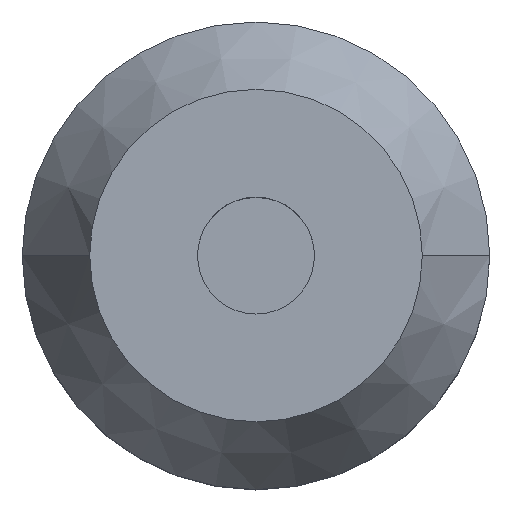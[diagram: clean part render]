
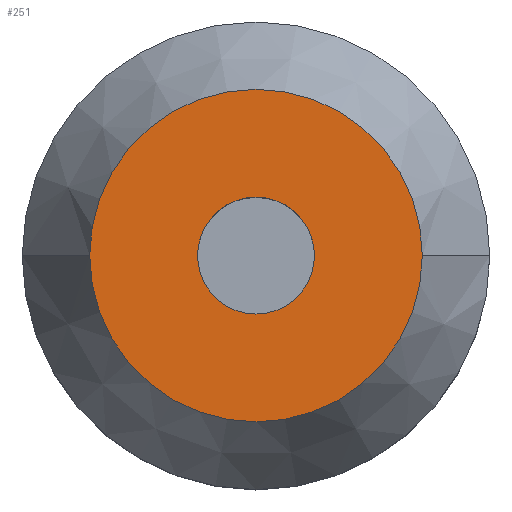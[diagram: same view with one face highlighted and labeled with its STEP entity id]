
A CAD part, top view. The second image highlights one B-rep face of the part: STEP entity #251.
In plain terms, the highlighted planar face has unit normal (0, 0, 1).
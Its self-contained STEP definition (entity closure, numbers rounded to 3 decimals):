
#45 = CIRCLE ( 'NONE', #490, 7.113 ) ;
#56 = ORIENTED_EDGE ( 'NONE', *, *, #78, .T. ) ;
#71 = DIRECTION ( 'NONE',  ( 0., 0., 1. ) ) ;
#75 = DIRECTION ( 'NONE',  ( 1., 0., 0. ) ) ;
#78 = EDGE_CURVE ( 'NONE', #216, #397, #125, .T. ) ;
#91 = CARTESIAN_POINT ( 'NONE',  ( 2.5, 0., 15. ) ) ;
#96 = EDGE_CURVE ( 'NONE', #385, #138, #292, .T. ) ;
#102 = ORIENTED_EDGE ( 'NONE', *, *, #129, .F. ) ;
#124 = PLANE ( 'NONE',  #311 ) ;
#125 = CIRCLE ( 'NONE', #470, 7.113 ) ;
#129 = EDGE_CURVE ( 'NONE', #138, #385, #480, .T. ) ;
#138 = VERTEX_POINT ( 'NONE', #468 ) ;
#144 = CARTESIAN_POINT ( 'NONE',  ( 0., 0., 15. ) ) ;
#163 = EDGE_CURVE ( 'NONE', #397, #216, #45, .T. ) ;
#164 = DIRECTION ( 'NONE',  ( 1., 0., 0. ) ) ;
#193 = AXIS2_PLACEMENT_3D ( 'NONE', #313, #350, #346 ) ;
#216 = VERTEX_POINT ( 'NONE', #488 ) ;
#230 = DIRECTION ( 'NONE',  ( 1., 0., 0. ) ) ;
#233 = EDGE_LOOP ( 'NONE', ( #416, #102 ) ) ;
#246 = DIRECTION ( 'NONE',  ( 1., 0., 0. ) ) ;
#251 = ADVANCED_FACE ( 'NONE', ( #321, #477 ), #124, .T. ) ;
#292 = CIRCLE ( 'NONE', #420, 2.5 ) ;
#311 = AXIS2_PLACEMENT_3D ( 'NONE', #91, #405, #164 ) ;
#313 = CARTESIAN_POINT ( 'NONE',  ( 0., 0., 15. ) ) ;
#317 = DIRECTION ( 'NONE',  ( 0., 0., 1. ) ) ;
#321 = FACE_OUTER_BOUND ( 'NONE', #418, .T. ) ;
#325 = CARTESIAN_POINT ( 'NONE',  ( 2.5, 0., 15. ) ) ;
#335 = ORIENTED_EDGE ( 'NONE', *, *, #163, .T. ) ;
#346 = DIRECTION ( 'NONE',  ( 1., 0., 0. ) ) ;
#350 = DIRECTION ( 'NONE',  ( 0., 0., 1. ) ) ;
#385 = VERTEX_POINT ( 'NONE', #325 ) ;
#397 = VERTEX_POINT ( 'NONE', #408 ) ;
#405 = DIRECTION ( 'NONE',  ( 0., 0., 1. ) ) ;
#408 = CARTESIAN_POINT ( 'NONE',  ( 7.113, 0., 15. ) ) ;
#409 = DIRECTION ( 'NONE',  ( 0., 0., 1. ) ) ;
#416 = ORIENTED_EDGE ( 'NONE', *, *, #96, .F. ) ;
#418 = EDGE_LOOP ( 'NONE', ( #56, #335 ) ) ;
#420 = AXIS2_PLACEMENT_3D ( 'NONE', #509, #317, #230 ) ;
#468 = CARTESIAN_POINT ( 'NONE',  ( -2.5, 0., 15. ) ) ;
#470 = AXIS2_PLACEMENT_3D ( 'NONE', #144, #71, #75 ) ;
#477 = FACE_BOUND ( 'NONE', #233, .T. ) ;
#480 = CIRCLE ( 'NONE', #193, 2.5 ) ;
#483 = CARTESIAN_POINT ( 'NONE',  ( 0., 0., 15. ) ) ;
#488 = CARTESIAN_POINT ( 'NONE',  ( -7.113, 0., 15. ) ) ;
#490 = AXIS2_PLACEMENT_3D ( 'NONE', #483, #409, #246 ) ;
#509 = CARTESIAN_POINT ( 'NONE',  ( 0., 0., 15. ) ) ;
